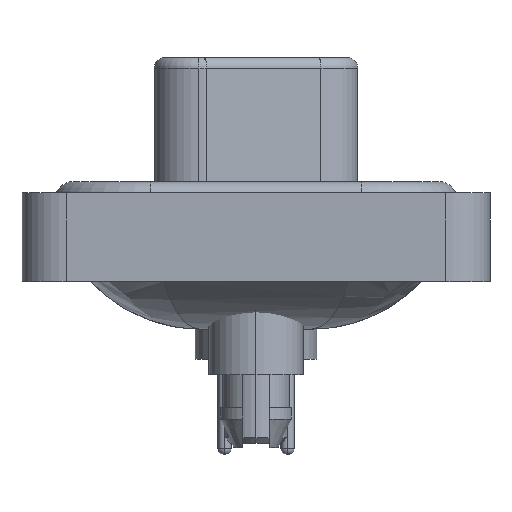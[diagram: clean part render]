
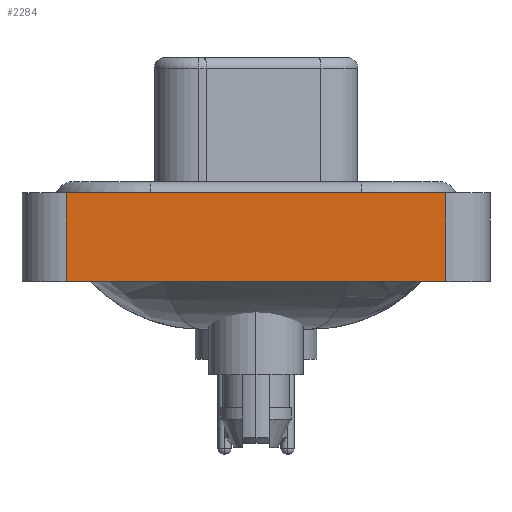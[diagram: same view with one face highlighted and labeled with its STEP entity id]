
A CAD part, left-side view. The second image highlights one B-rep face of the part: STEP entity #2284.
In plain terms, the highlighted planar face has unit normal (-1, 0, 0).
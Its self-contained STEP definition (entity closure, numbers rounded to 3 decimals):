
#1166 = CARTESIAN_POINT ( 'NONE',  ( -7.35, 8.55, 0.4 ) ) ;
#1708 = CARTESIAN_POINT ( 'NONE',  ( -7.35, -8.55, -3.6 ) ) ;
#2284 = ADVANCED_FACE ( 'NONE', ( #9344 ), #15975, .T. ) ;
#2488 = CARTESIAN_POINT ( 'NONE',  ( -7.35, -8.55, 0.4 ) ) ;
#2891 = EDGE_CURVE ( 'NONE', #18997, #10115, #17348, .T. ) ;
#3103 = VECTOR ( 'NONE', #12538, 1000. ) ;
#4248 = CARTESIAN_POINT ( 'NONE',  ( -7.35, -8.55, -3.6 ) ) ;
#4298 = CARTESIAN_POINT ( 'NONE',  ( -7.35, -8.55, 0.4 ) ) ;
#4667 = DIRECTION ( 'NONE',  ( 0., 0., 1. ) ) ;
#5948 = CARTESIAN_POINT ( 'NONE',  ( -7.35, -8.55, -3.6 ) ) ;
#6775 = VERTEX_POINT ( 'NONE', #12111 ) ;
#7365 = ORIENTED_EDGE ( 'NONE', *, *, #2891, .F. ) ;
#8301 = ORIENTED_EDGE ( 'NONE', *, *, #19465, .T. ) ;
#8705 = CARTESIAN_POINT ( 'NONE',  ( -7.35, 8.55, -3.6 ) ) ;
#9194 = DIRECTION ( 'NONE',  ( 0., -1., 0. ) ) ;
#9344 = FACE_OUTER_BOUND ( 'NONE', #18797, .T. ) ;
#9887 = VERTEX_POINT ( 'NONE', #8705 ) ;
#10115 = VERTEX_POINT ( 'NONE', #4298 ) ;
#10961 = DIRECTION ( 'NONE',  ( -1., 0., 0. ) ) ;
#11477 = ORIENTED_EDGE ( 'NONE', *, *, #13572, .T. ) ;
#12111 = CARTESIAN_POINT ( 'NONE',  ( -7.35, -8.55, -3.6 ) ) ;
#12538 = DIRECTION ( 'NONE',  ( 0., 0., 1. ) ) ;
#12748 = LINE ( 'NONE', #5948, #3103 ) ;
#12991 = LINE ( 'NONE', #19640, #20003 ) ;
#13572 = EDGE_CURVE ( 'NONE', #9887, #6775, #20467, .T. ) ;
#14800 = VECTOR ( 'NONE', #20687, 1000. ) ;
#15894 = AXIS2_PLACEMENT_3D ( 'NONE', #4248, #10961, #16065 ) ;
#15975 = PLANE ( 'NONE',  #15894 ) ;
#15979 = EDGE_CURVE ( 'NONE', #9887, #18997, #12991, .T. ) ;
#16065 = DIRECTION ( 'NONE',  ( 0., 0., 1. ) ) ;
#16902 = ORIENTED_EDGE ( 'NONE', *, *, #15979, .F. ) ;
#17348 = LINE ( 'NONE', #2488, #18704 ) ;
#18704 = VECTOR ( 'NONE', #9194, 1000. ) ;
#18797 = EDGE_LOOP ( 'NONE', ( #8301, #7365, #16902, #11477 ) ) ;
#18997 = VERTEX_POINT ( 'NONE', #1166 ) ;
#19465 = EDGE_CURVE ( 'NONE', #6775, #10115, #12748, .T. ) ;
#19640 = CARTESIAN_POINT ( 'NONE',  ( -7.35, 8.55, -3.6 ) ) ;
#20003 = VECTOR ( 'NONE', #4667, 1000. ) ;
#20467 = LINE ( 'NONE', #1708, #14800 ) ;
#20687 = DIRECTION ( 'NONE',  ( 0., -1., 0. ) ) ;
